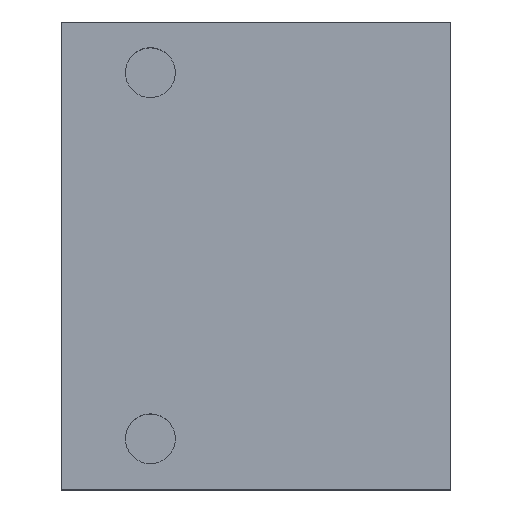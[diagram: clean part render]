
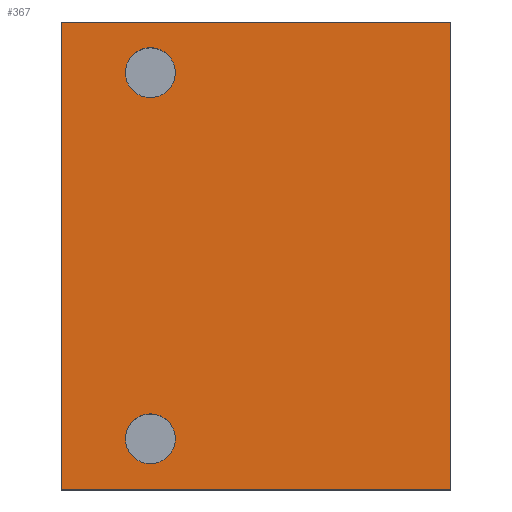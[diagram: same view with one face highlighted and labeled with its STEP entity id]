
A CAD part, top view. The second image highlights one B-rep face of the part: STEP entity #367.
In plain terms, the highlighted planar face has unit normal (0, 0, 1).
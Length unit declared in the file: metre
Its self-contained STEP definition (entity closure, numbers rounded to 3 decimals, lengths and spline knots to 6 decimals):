
#18=CIRCLE('',#404,0.0016);
#19=CIRCLE('',#405,0.0016);
#58=ORIENTED_EDGE('',*,*,#148,.F.);
#59=ORIENTED_EDGE('',*,*,#149,.F.);
#60=ORIENTED_EDGE('',*,*,#150,.F.);
#61=ORIENTED_EDGE('',*,*,#120,.F.);
#62=ORIENTED_EDGE('',*,*,#151,.T.);
#63=ORIENTED_EDGE('',*,*,#146,.T.);
#120=EDGE_CURVE('',#168,#166,#202,.T.);
#146=EDGE_CURVE('',#189,#188,#225,.T.);
#148=EDGE_CURVE('',#190,#190,#18,.T.);
#149=EDGE_CURVE('',#191,#191,#19,.T.);
#150=EDGE_CURVE('',#166,#188,#227,.T.);
#151=EDGE_CURVE('',#168,#189,#228,.T.);
#166=VERTEX_POINT('',#519);
#168=VERTEX_POINT('',#523);
#188=VERTEX_POINT('',#575);
#189=VERTEX_POINT('',#577);
#190=VERTEX_POINT('',#581);
#191=VERTEX_POINT('',#583);
#202=LINE('',#524,#244);
#225=LINE('',#576,#267);
#227=LINE('',#584,#269);
#228=LINE('',#585,#270);
#244=VECTOR('',#426,1.);
#267=VECTOR('',#467,1.);
#269=VECTOR('',#475,1.);
#270=VECTOR('',#476,1.);
#294=EDGE_LOOP('',(#58));
#295=EDGE_LOOP('',(#59));
#296=EDGE_LOOP('',(#60,#61,#62,#63));
#324=FACE_BOUND('',#294,.T.);
#325=FACE_BOUND('',#295,.T.);
#326=FACE_BOUND('',#296,.T.);
#350=PLANE('',#403);
#367=ADVANCED_FACE('',(#324,#325,#326),#350,.T.);
#403=AXIS2_PLACEMENT_3D('',#579,#469,#470);
#404=AXIS2_PLACEMENT_3D('',#580,#471,#472);
#405=AXIS2_PLACEMENT_3D('',#582,#473,#474);
#426=DIRECTION('',(0.,1.,0.));
#467=DIRECTION('',(0.,1.,0.));
#469=DIRECTION('',(0.,0.,1.));
#470=DIRECTION('',(1.,0.,0.));
#471=DIRECTION('',(0.,0.,1.));
#472=DIRECTION('',(1.,0.,0.));
#473=DIRECTION('',(0.,0.,1.));
#474=DIRECTION('',(1.,0.,0.));
#475=DIRECTION('',(1.,0.,0.));
#476=DIRECTION('',(1.,0.,0.));
#519=CARTESIAN_POINT('',(0.,0.,0.007));
#523=CARTESIAN_POINT('',(0.,-0.03,0.007));
#524=CARTESIAN_POINT('',(0.,-0.03,0.007));
#575=CARTESIAN_POINT('',(0.025,0.,0.007));
#576=CARTESIAN_POINT('',(0.025,-0.03,0.007));
#577=CARTESIAN_POINT('',(0.025,-0.03,0.007));
#579=CARTESIAN_POINT('',(0.0125,-0.03,0.007));
#580=CARTESIAN_POINT('',(0.00572,-0.02675,0.007));
#581=CARTESIAN_POINT('',(0.00732,-0.02675,0.007));
#582=CARTESIAN_POINT('',(0.00572,-0.00325,0.007));
#583=CARTESIAN_POINT('',(0.00732,-0.00325,0.007));
#584=CARTESIAN_POINT('',(0.0125,0.,0.007));
#585=CARTESIAN_POINT('',(0.0125,-0.03,0.007));
